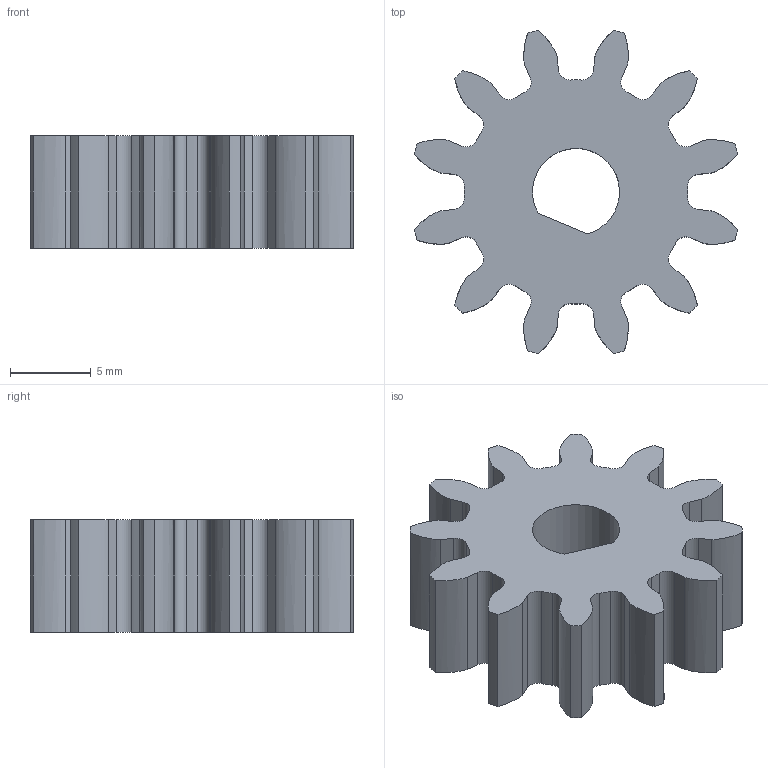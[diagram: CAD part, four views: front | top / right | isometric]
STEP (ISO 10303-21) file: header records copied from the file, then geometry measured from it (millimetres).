
FILE_DESCRIPTION(/* description */ (''),/* implementation_level */ '2;1');
FILE_NAME(/* name */ 'PLANITARY SUN V2.step',/* time_stamp */ '2024-08-02T14:45:58-04:00',/* author */ (''),/* organization */ (''),/* preprocessor_version */ 'ST-DEVELOPER v20',/* originating_system */ 'Autodesk Translation Framework v13.14.0.145',/* authorisation */ '');
FILE_SCHEMA (('AUTOMOTIVE_DESIGN { 1 0 10303 214 3 1 1 }'));
Length unit declared in the file: millimetre
Products named in the file (2): PLANITARY GEAR BOX; SUN
Assembly tree (1 placements, depth 2):
  PLANITARY GEAR BOX
    SUN
Bounding box: 20.07 x 20.07 x 7 mm (x, y, z)
Volume: 1407 mm3; surface area: 1296.1 mm2
Topology: 1 solids, 1 shells, 100 faces, 294 edges, 196 vertices
Faces by surface type: cylinder 49, plane 27, bspline 24
Entity records: 4010 total; most frequent: CARTESIAN_POINT 1337, ORIENTED_EDGE 588, DIRECTION 502, EDGE_CURVE 294, VERTEX_POINT 196, AXIS2_PLACEMENT_3D 177, LINE 148, VECTOR 148
